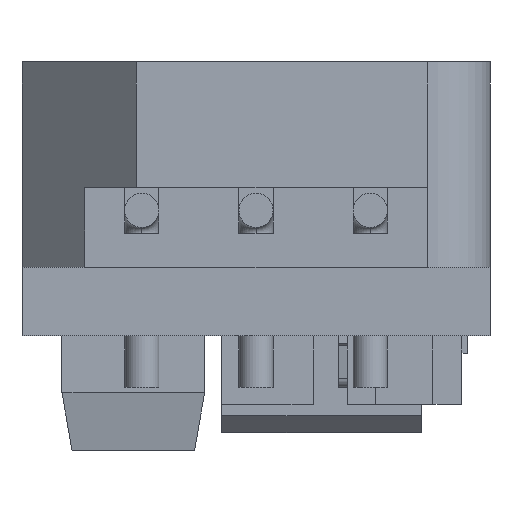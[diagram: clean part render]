
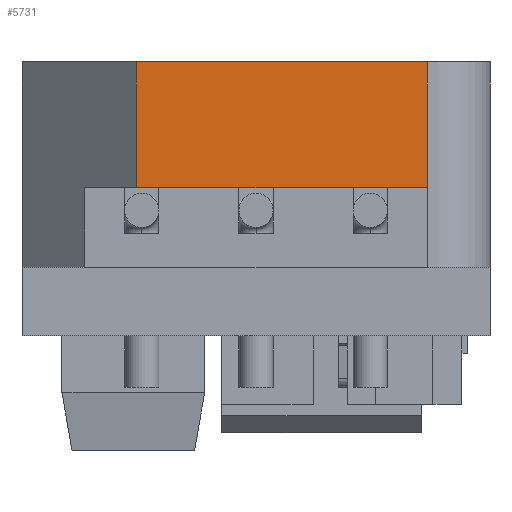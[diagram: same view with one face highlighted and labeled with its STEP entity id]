
A CAD part, front view. The second image highlights one B-rep face of the part: STEP entity #5731.
In plain terms, the highlighted planar face has unit normal (0, -1, 0).
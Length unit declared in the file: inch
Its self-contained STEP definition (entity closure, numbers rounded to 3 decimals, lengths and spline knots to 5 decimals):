
#38 = EDGE_LOOP ( 'NONE', ( #1651, #10660, #7630, #399 ) ) ;
#45 = EDGE_CURVE ( 'NONE', #11415, #4128, #6865, .T. ) ;
#119 = DIRECTION ( 'NONE',  ( 0., 1., 0. ) ) ;
#399 = ORIENTED_EDGE ( 'NONE', *, *, #1188, .T. ) ;
#841 = AXIS2_PLACEMENT_3D ( 'NONE', #2809, #119, #7200 ) ;
#1188 = EDGE_CURVE ( 'NONE', #8504, #10648, #10219, .T. ) ;
#1262 = DIRECTION ( 'NONE',  ( 1., 0., 0. ) ) ;
#1335 = VECTOR ( 'NONE', #8640, 39.37008 ) ;
#1651 = ORIENTED_EDGE ( 'NONE', *, *, #8979, .T. ) ;
#1708 = CARTESIAN_POINT ( 'NONE',  ( -0.105, 0.16, 0.13 ) ) ;
#2234 = CARTESIAN_POINT ( 'NONE',  ( 0.15, 0.16, 0.13 ) ) ;
#2628 = VECTOR ( 'NONE', #7884, 39.37008 ) ;
#2809 = CARTESIAN_POINT ( 'NONE',  ( 0.15, 0.16, 0.13 ) ) ;
#3041 = VECTOR ( 'NONE', #1262, 39.37008 ) ;
#4097 = LINE ( 'NONE', #6857, #1335 ) ;
#4115 = FACE_OUTER_BOUND ( 'NONE', #38, .T. ) ;
#4128 = VERTEX_POINT ( 'NONE', #6587 ) ;
#5731 = ADVANCED_FACE ( 'NONE', ( #4115 ), #7239, .F. ) ;
#6076 = CARTESIAN_POINT ( 'NONE',  ( 0.15, 0.16, 0.13 ) ) ;
#6223 = CARTESIAN_POINT ( 'NONE',  ( -0.105, 0.16, -0.05 ) ) ;
#6587 = CARTESIAN_POINT ( 'NONE',  ( 0.15, 0.16, -0.05 ) ) ;
#6857 = CARTESIAN_POINT ( 'NONE',  ( 0.15, 0.16, -0.05 ) ) ;
#6865 = LINE ( 'NONE', #6076, #10327 ) ;
#7200 = DIRECTION ( 'NONE',  ( 0., 0., 1. ) ) ;
#7239 = PLANE ( 'NONE',  #841 ) ;
#7452 = CARTESIAN_POINT ( 'NONE',  ( 0.15, 0.16, 0.13 ) ) ;
#7630 = ORIENTED_EDGE ( 'NONE', *, *, #10493, .F. ) ;
#7884 = DIRECTION ( 'NONE',  ( 0., 0., -1. ) ) ;
#8298 = LINE ( 'NONE', #2234, #3041 ) ;
#8504 = VERTEX_POINT ( 'NONE', #10429 ) ;
#8640 = DIRECTION ( 'NONE',  ( 1., 0., 0. ) ) ;
#8979 = EDGE_CURVE ( 'NONE', #10648, #4128, #4097, .T. ) ;
#10219 = LINE ( 'NONE', #1708, #2628 ) ;
#10327 = VECTOR ( 'NONE', #11412, 39.37008 ) ;
#10429 = CARTESIAN_POINT ( 'NONE',  ( -0.105, 0.16, 0.13 ) ) ;
#10493 = EDGE_CURVE ( 'NONE', #8504, #11415, #8298, .T. ) ;
#10648 = VERTEX_POINT ( 'NONE', #6223 ) ;
#10660 = ORIENTED_EDGE ( 'NONE', *, *, #45, .F. ) ;
#11412 = DIRECTION ( 'NONE',  ( 0., 0., -1. ) ) ;
#11415 = VERTEX_POINT ( 'NONE', #7452 ) ;
